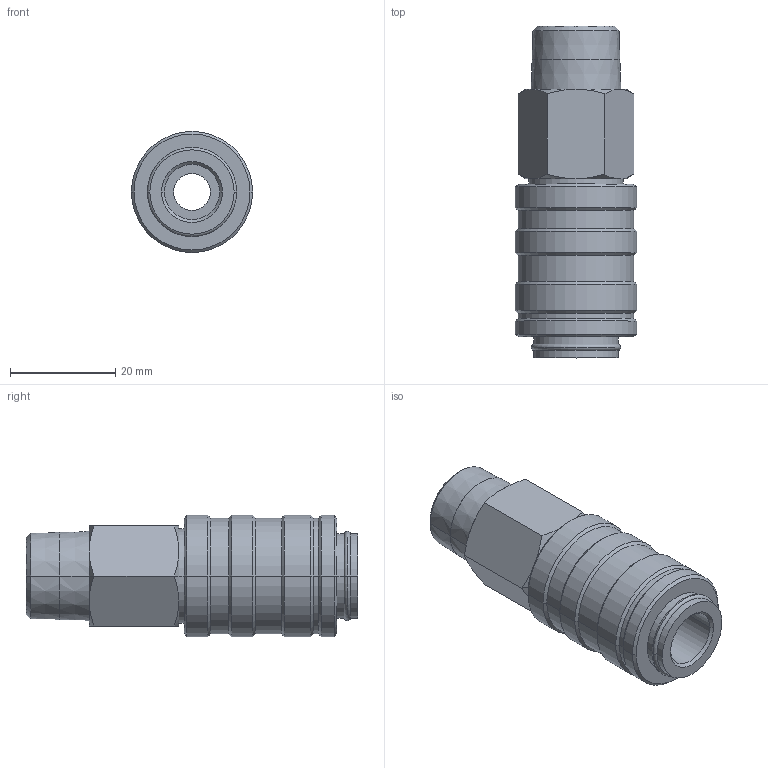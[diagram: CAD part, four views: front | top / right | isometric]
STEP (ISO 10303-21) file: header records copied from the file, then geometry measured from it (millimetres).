
FILE_DESCRIPTION(('STEP AP214'),'1');
FILE_NAME('esb_38_a.stp','2020-03-05T09:21:20',('TraceParts'),('TraceParts S.A.'),'Spatial InterOp 3D',' ',' ');
FILE_SCHEMA(('automotive_design'));
Length unit declared in the file: millimetre
Products named in the file (1): 1
Bounding box: 23 x 63 x 23 mm (x, y, z)
Volume: 16687.2 mm3; surface area: 6740.7 mm2
Topology: 1 solids, 1 shells, 83 faces, 170 edges, 96 vertices
Faces by surface type: cone 40, cylinder 24, plane 15, torus 4
Entity records: 2864 total; most frequent: CARTESIAN_POINT 446, DIRECTION 402, ORIENTED_EDGE 340, AXIS2_PLACEMENT_3D 172, EDGE_CURVE 170, VERTEX_POINT 96, EDGE_LOOP 92, CIRCLE 88
